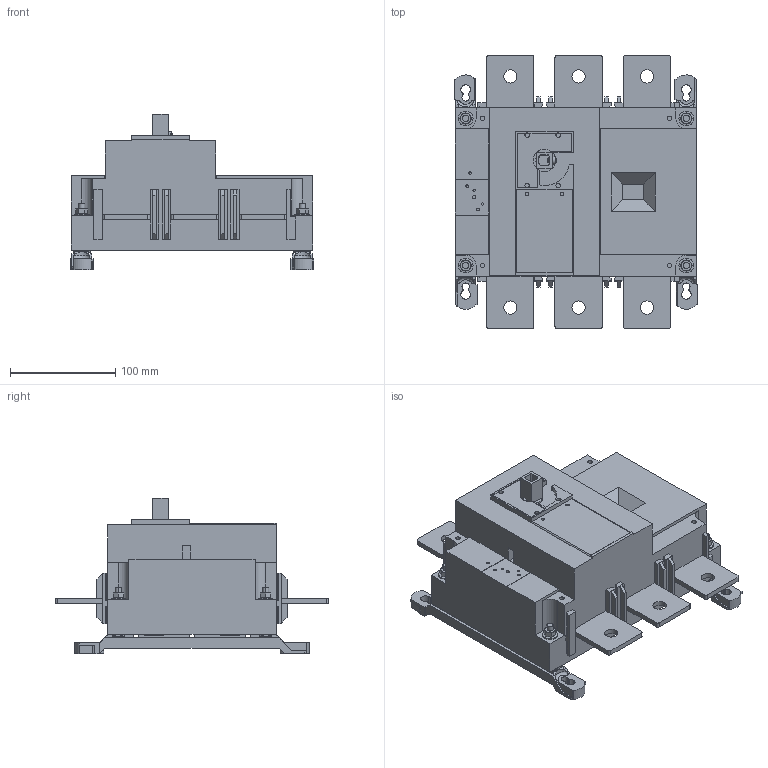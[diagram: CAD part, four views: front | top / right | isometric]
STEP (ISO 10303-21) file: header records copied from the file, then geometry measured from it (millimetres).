
FILE_DESCRIPTION (( 'STEP AP214' ), '1' );
FILE_NAME ('27003041.step', '2019-09-17T14:10:04', ( '' ), ( '' ), 'SwSTEP 2.0', 'SolidWorks 2018', '' );
FILE_SCHEMA (( 'AUTOMOTIVE_DESIGN' ));
Length unit declared in the file: inch
Products named in the file (1): 27003041
Bounding box: 232 x 260 x 147.6 mm (x, y, z)
Volume: 3265100.4 mm3; surface area: 246245.7 mm2
Topology: 16 solids, 16 shells, 993 faces, 2607 edges, 1695 vertices
Faces by surface type: plane 544, cylinder 332, cone 89, bspline 28
Entity records: 31818 total; most frequent: CARTESIAN_POINT 6626, ORIENTED_EDGE 5210, DIRECTION 5207, EDGE_CURVE 2605, AXIS2_PLACEMENT_3D 1765, VERTEX_POINT 1694, VECTOR 1677, LINE 1677
